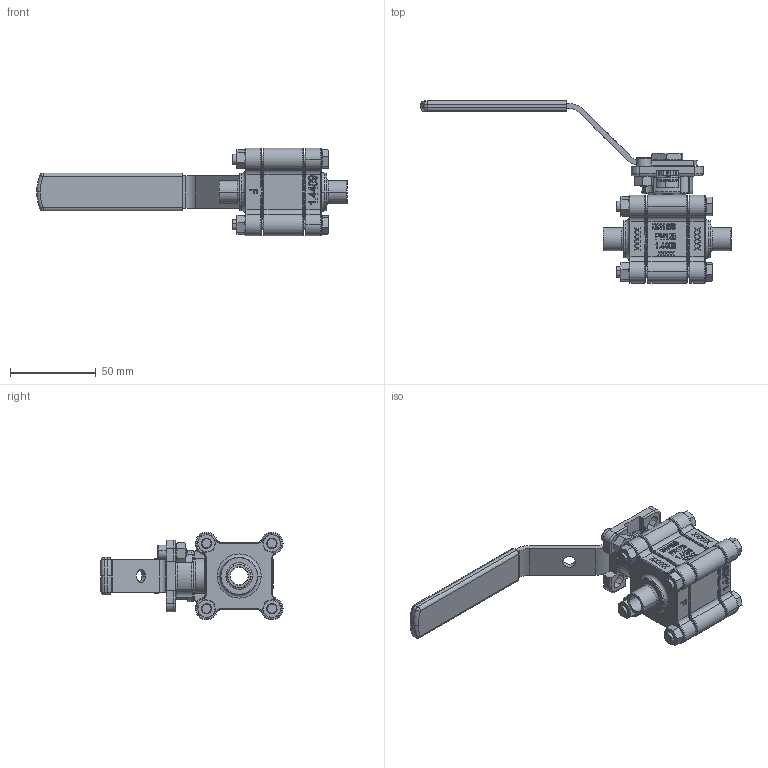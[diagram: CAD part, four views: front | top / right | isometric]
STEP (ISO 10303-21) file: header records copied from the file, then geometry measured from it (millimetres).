
FILE_DESCRIPTION (( 'STEP AP214' ), '1' );
FILE_NAME ('2711D.702R Typ A27D DN08 FB ISO BW.STEP', '2019-07-26T11:57:22', ( '' ), ( '' ), 'SwSTEP 2.0', 'SolidWorks 2017', '' );
FILE_SCHEMA (( 'AUTOMOTIVE_DESIGN' ));
Length unit declared in the file: millimetre
Products named in the file (1): 2711D.702R Typ A27D DN08 FB ISO BW
Bounding box: 181.45 x 106.31 x 51.18 mm (x, y, z)
Volume: 100580.2 mm3; surface area: 64635.5 mm2
Topology: 26 solids, 26 shells, 1458 faces, 3917 edges, 2548 vertices
Faces by surface type: plane 500, cylinder 381, bspline 192, cone 192, torus 185, sphere 8
Entity records: 73397 total; most frequent: CARTESIAN_POINT 22014, ORIENTED_EDGE 7704, DIRECTION 6777, EDGE_CURVE 3852, AXIS2_PLACEMENT_3D 2561, VERTEX_POINT 2545, LINE 1655, VECTOR 1655
